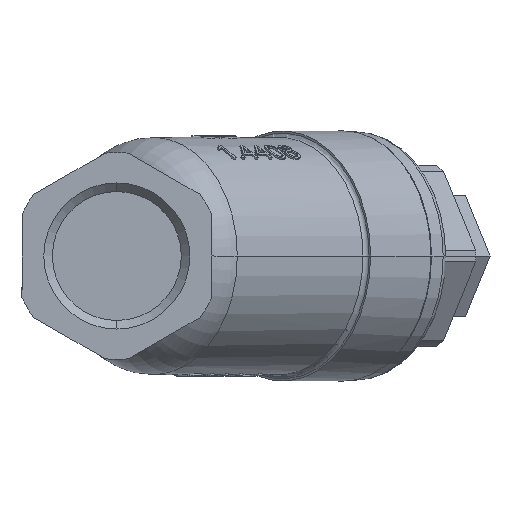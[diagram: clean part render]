
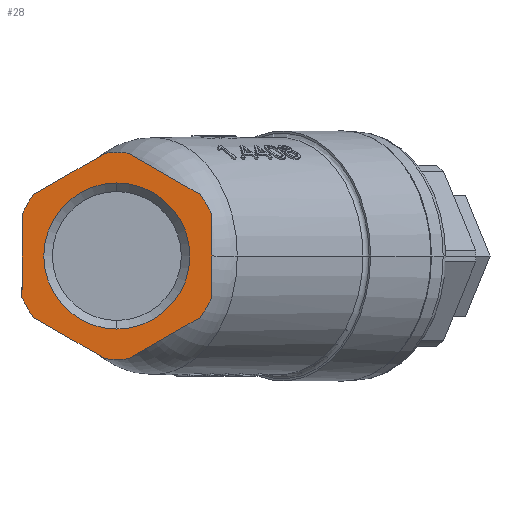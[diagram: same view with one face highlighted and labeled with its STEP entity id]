
A CAD part, left-side view. The second image highlights one B-rep face of the part: STEP entity #28.
In plain terms, the highlighted planar face has unit normal (-1, 0, 0).
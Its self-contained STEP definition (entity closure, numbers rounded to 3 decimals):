
#28 = ADVANCED_FACE ( 'NONE', ( #7652, #11912 ), #17810, .F. ) ;
#214 = VERTEX_POINT ( 'NONE', #7318 ) ;
#215 = DIRECTION ( 'NONE',  ( 0., 0., -1. ) ) ;
#677 = EDGE_CURVE ( 'NONE', #13116, #14005, #13678, .T. ) ;
#697 = CIRCLE ( 'NONE', #8264, 12. ) ;
#964 = EDGE_CURVE ( 'NONE', #214, #10828, #8387, .T. ) ;
#1186 = CARTESIAN_POINT ( 'NONE',  ( 0., 9.653, -7.128 ) ) ;
#1295 = CIRCLE ( 'NONE', #2722, 12. ) ;
#1308 = CARTESIAN_POINT ( 'NONE',  ( 0., -9.653, 7.128 ) ) ;
#1311 = VERTEX_POINT ( 'NONE', #18733 ) ;
#1444 = DIRECTION ( 'NONE',  ( 0., 0., -1. ) ) ;
#1719 = CARTESIAN_POINT ( 'NONE',  ( 0., 0., -8.475 ) ) ;
#1909 = EDGE_LOOP ( 'NONE', ( #8271, #16195 ) ) ;
#1991 = VECTOR ( 'NONE', #10638, 1000. ) ;
#2440 = CARTESIAN_POINT ( 'NONE',  ( 0., 0., 0. ) ) ;
#2546 = CARTESIAN_POINT ( 'NONE',  ( 0., 11., 6.351 ) ) ;
#2722 = AXIS2_PLACEMENT_3D ( 'NONE', #4742, #15949, #6370 ) ;
#3126 = EDGE_CURVE ( 'NONE', #7054, #20592, #4856, .T. ) ;
#3131 = DIRECTION ( 'NONE',  ( 0., 0.866, 0.5 ) ) ;
#3374 = DIRECTION ( 'NONE',  ( 0., 0., -1. ) ) ;
#3400 = DIRECTION ( 'NONE',  ( 0., -0.866, -0.5 ) ) ;
#3500 = ORIENTED_EDGE ( 'NONE', *, *, #9075, .F. ) ;
#3502 = ORIENTED_EDGE ( 'NONE', *, *, #11594, .F. ) ;
#3715 = CARTESIAN_POINT ( 'NONE',  ( 0., -11., -4.796 ) ) ;
#3727 = DIRECTION ( 'NONE',  ( 1., 0., 0. ) ) ;
#3732 = CARTESIAN_POINT ( 'NONE',  ( 0., 1.347, -11.924 ) ) ;
#3775 = DIRECTION ( 'NONE',  ( 1., 0., 0. ) ) ;
#3846 = EDGE_LOOP ( 'NONE', ( #6298, #8314, #4193, #19103, #11142, #4201, #15885, #10140, #9995, #19431, #3500, #3502, #15218 ) ) ;
#3878 = EDGE_CURVE ( 'NONE', #14005, #17157, #16877, .T. ) ;
#4064 = DIRECTION ( 'NONE',  ( 0., 0., -1. ) ) ;
#4193 = ORIENTED_EDGE ( 'NONE', *, *, #677, .F. ) ;
#4201 = ORIENTED_EDGE ( 'NONE', *, *, #11737, .F. ) ;
#4659 = AXIS2_PLACEMENT_3D ( 'NONE', #13334, #3727, #14947 ) ;
#4742 = CARTESIAN_POINT ( 'NONE',  ( 0., 0., 0. ) ) ;
#4856 = CIRCLE ( 'NONE', #19728, 12. ) ;
#5425 = CARTESIAN_POINT ( 'NONE',  ( 0., 0., 0. ) ) ;
#6217 = VECTOR ( 'NONE', #16072, 1000. ) ;
#6257 = CIRCLE ( 'NONE', #6809, 8.475 ) ;
#6298 = ORIENTED_EDGE ( 'NONE', *, *, #16245, .F. ) ;
#6370 = DIRECTION ( 'NONE',  ( 0., 0., -1. ) ) ;
#6694 = CARTESIAN_POINT ( 'NONE',  ( 0., 0., 0. ) ) ;
#6809 = AXIS2_PLACEMENT_3D ( 'NONE', #5425, #16613, #7038 ) ;
#7038 = DIRECTION ( 'NONE',  ( 0., 0., -1. ) ) ;
#7054 = VERTEX_POINT ( 'NONE', #3715 ) ;
#7318 = CARTESIAN_POINT ( 'NONE',  ( 0., -1.347, 11.924 ) ) ;
#7472 = AXIS2_PLACEMENT_3D ( 'NONE', #6694, #12990, #3374 ) ;
#7652 = FACE_BOUND ( 'NONE', #1909, .T. ) ;
#7760 = DIRECTION ( 'NONE',  ( 1., 0., 0. ) ) ;
#8264 = AXIS2_PLACEMENT_3D ( 'NONE', #13388, #3775, #15000 ) ;
#8271 = ORIENTED_EDGE ( 'NONE', *, *, #12383, .T. ) ;
#8314 = ORIENTED_EDGE ( 'NONE', *, *, #3878, .F. ) ;
#8327 = VERTEX_POINT ( 'NONE', #9441 ) ;
#8336 = VERTEX_POINT ( 'NONE', #15879 ) ;
#8387 = LINE ( 'NONE', #11266, #20681 ) ;
#8761 = CARTESIAN_POINT ( 'NONE',  ( 0., -11., 6.351 ) ) ;
#9070 = CARTESIAN_POINT ( 'NONE',  ( 0., 11., -6.351 ) ) ;
#9075 = EDGE_CURVE ( 'NONE', #20343, #17452, #14794, .T. ) ;
#9254 = LINE ( 'NONE', #8761, #13019 ) ;
#9441 = CARTESIAN_POINT ( 'NONE',  ( 0., 0., 8.475 ) ) ;
#9448 = CARTESIAN_POINT ( 'NONE',  ( 0., 0., 0. ) ) ;
#9516 = CARTESIAN_POINT ( 'NONE',  ( 0., 0., -12.702 ) ) ;
#9866 = DIRECTION ( 'NONE',  ( 1., 0., 0. ) ) ;
#9995 = ORIENTED_EDGE ( 'NONE', *, *, #20319, .F. ) ;
#10140 = ORIENTED_EDGE ( 'NONE', *, *, #964, .F. ) ;
#10374 = DIRECTION ( 'NONE',  ( 0., 0., -1. ) ) ;
#10638 = DIRECTION ( 'NONE',  ( 0., -0.866, 0.5 ) ) ;
#10700 = DIRECTION ( 'NONE',  ( 0., 0., 1. ) ) ;
#10828 = VERTEX_POINT ( 'NONE', #1308 ) ;
#10835 = VECTOR ( 'NONE', #10700, 1000. ) ;
#11059 = DIRECTION ( 'NONE',  ( 0., 0., -1. ) ) ;
#11088 = DIRECTION ( 'NONE',  ( 1., 0., 0. ) ) ;
#11142 = ORIENTED_EDGE ( 'NONE', *, *, #3126, .F. ) ;
#11266 = CARTESIAN_POINT ( 'NONE',  ( 0., 0., 12.702 ) ) ;
#11322 = EDGE_CURVE ( 'NONE', #17452, #8336, #15034, .T. ) ;
#11412 = CARTESIAN_POINT ( 'NONE',  ( 0., -9.653, -7.128 ) ) ;
#11594 = EDGE_CURVE ( 'NONE', #19582, #20343, #697, .T. ) ;
#11737 = EDGE_CURVE ( 'NONE', #16540, #7054, #9254, .T. ) ;
#11912 = FACE_OUTER_BOUND ( 'NONE', #3846, .T. ) ;
#12103 = EDGE_CURVE ( 'NONE', #10828, #16540, #20536, .T. ) ;
#12121 = CARTESIAN_POINT ( 'NONE',  ( 0., 9.653, 7.128 ) ) ;
#12383 = EDGE_CURVE ( 'NONE', #8327, #14145, #18534, .T. ) ;
#12407 = EDGE_CURVE ( 'NONE', #14145, #8327, #6257, .T. ) ;
#12990 = DIRECTION ( 'NONE',  ( 1., 0., 0. ) ) ;
#13019 = VECTOR ( 'NONE', #10374, 1000. ) ;
#13116 = VERTEX_POINT ( 'NONE', #18289 ) ;
#13334 = CARTESIAN_POINT ( 'NONE',  ( 0., 0., 0. ) ) ;
#13388 = CARTESIAN_POINT ( 'NONE',  ( 0., 0., 0. ) ) ;
#13391 = AXIS2_PLACEMENT_3D ( 'NONE', #2440, #13681, #4064 ) ;
#13678 = CIRCLE ( 'NONE', #17126, 12. ) ;
#13681 = DIRECTION ( 'NONE',  ( 1., 0., 0. ) ) ;
#14005 = VERTEX_POINT ( 'NONE', #3732 ) ;
#14122 = VECTOR ( 'NONE', #3131, 1000. ) ;
#14145 = VERTEX_POINT ( 'NONE', #1719 ) ;
#14473 = CARTESIAN_POINT ( 'NONE',  ( 0., -11., -6.351 ) ) ;
#14794 = LINE ( 'NONE', #2546, #1991 ) ;
#14947 = DIRECTION ( 'NONE',  ( 0., 0., -1. ) ) ;
#15000 = DIRECTION ( 'NONE',  ( 0., 0., -1. ) ) ;
#15034 = CIRCLE ( 'NONE', #16183, 12. ) ;
#15218 = ORIENTED_EDGE ( 'NONE', *, *, #19514, .F. ) ;
#15473 = EDGE_CURVE ( 'NONE', #20592, #13116, #18498, .T. ) ;
#15879 = CARTESIAN_POINT ( 'NONE',  ( 0., 0., 12. ) ) ;
#15885 = ORIENTED_EDGE ( 'NONE', *, *, #12103, .F. ) ;
#15949 = DIRECTION ( 'NONE',  ( 1., 0., 0. ) ) ;
#16072 = DIRECTION ( 'NONE',  ( 0., 0.866, -0.5 ) ) ;
#16183 = AXIS2_PLACEMENT_3D ( 'NONE', #19470, #9866, #215 ) ;
#16195 = ORIENTED_EDGE ( 'NONE', *, *, #12407, .T. ) ;
#16245 = EDGE_CURVE ( 'NONE', #17157, #1311, #1295, .T. ) ;
#16540 = VERTEX_POINT ( 'NONE', #16793 ) ;
#16582 = LINE ( 'NONE', #9070, #10835 ) ;
#16613 = DIRECTION ( 'NONE',  ( 1., 0., 0. ) ) ;
#16793 = CARTESIAN_POINT ( 'NONE',  ( 0., -11., 4.796 ) ) ;
#16873 = AXIS2_PLACEMENT_3D ( 'NONE', #9448, #20667, #11059 ) ;
#16877 = LINE ( 'NONE', #9516, #14122 ) ;
#17120 = CARTESIAN_POINT ( 'NONE',  ( 0., 11., 4.796 ) ) ;
#17126 = AXIS2_PLACEMENT_3D ( 'NONE', #17354, #7760, #18970 ) ;
#17157 = VERTEX_POINT ( 'NONE', #1186 ) ;
#17354 = CARTESIAN_POINT ( 'NONE',  ( 0., 0., 0. ) ) ;
#17452 = VERTEX_POINT ( 'NONE', #18089 ) ;
#17810 = PLANE ( 'NONE',  #7472 ) ;
#18089 = CARTESIAN_POINT ( 'NONE',  ( 0., 1.347, 11.924 ) ) ;
#18289 = CARTESIAN_POINT ( 'NONE',  ( 0., -1.347, -11.924 ) ) ;
#18498 = LINE ( 'NONE', #14473, #6217 ) ;
#18534 = CIRCLE ( 'NONE', #4659, 8.475 ) ;
#18733 = CARTESIAN_POINT ( 'NONE',  ( 0., 11., -4.796 ) ) ;
#18970 = DIRECTION ( 'NONE',  ( 0., 0., -1. ) ) ;
#19103 = ORIENTED_EDGE ( 'NONE', *, *, #15473, .F. ) ;
#19431 = ORIENTED_EDGE ( 'NONE', *, *, #11322, .F. ) ;
#19470 = CARTESIAN_POINT ( 'NONE',  ( 0., 0., 0. ) ) ;
#19514 = EDGE_CURVE ( 'NONE', #1311, #19582, #16582, .T. ) ;
#19582 = VERTEX_POINT ( 'NONE', #17120 ) ;
#19590 = CIRCLE ( 'NONE', #13391, 12. ) ;
#19728 = AXIS2_PLACEMENT_3D ( 'NONE', #20692, #11088, #1444 ) ;
#20319 = EDGE_CURVE ( 'NONE', #8336, #214, #19590, .T. ) ;
#20343 = VERTEX_POINT ( 'NONE', #12121 ) ;
#20536 = CIRCLE ( 'NONE', #16873, 12. ) ;
#20592 = VERTEX_POINT ( 'NONE', #11412 ) ;
#20667 = DIRECTION ( 'NONE',  ( 1., 0., 0. ) ) ;
#20681 = VECTOR ( 'NONE', #3400, 1000. ) ;
#20692 = CARTESIAN_POINT ( 'NONE',  ( 0., 0., 0. ) ) ;
